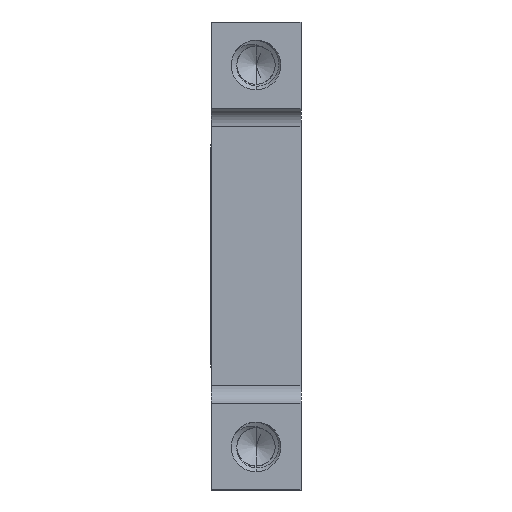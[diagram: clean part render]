
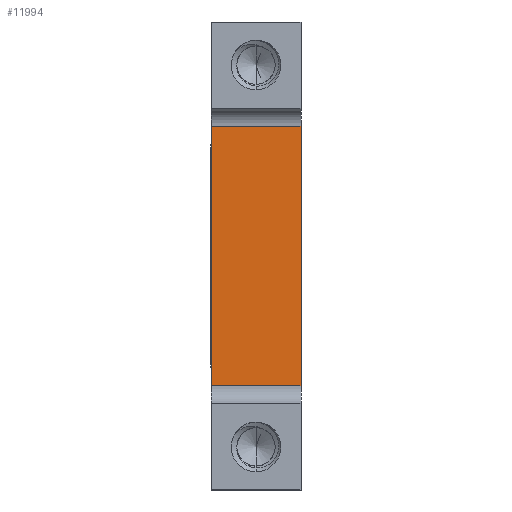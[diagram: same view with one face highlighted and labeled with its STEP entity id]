
A CAD part, left-side view. The second image highlights one B-rep face of the part: STEP entity #11994.
In plain terms, the highlighted planar face has unit normal (-1, 0, 0).
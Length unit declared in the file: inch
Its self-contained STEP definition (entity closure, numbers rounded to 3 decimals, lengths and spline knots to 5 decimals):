
#152 = LINE ( 'NONE', #12626, #2239 ) ;
#555 = VERTEX_POINT ( 'NONE', #1298 ) ;
#1072 = FACE_OUTER_BOUND ( 'NONE', #1567, .T. ) ;
#1298 = CARTESIAN_POINT ( 'NONE',  ( -0.5475, 0.25, -0.36 ) ) ;
#1486 = ORIENTED_EDGE ( 'NONE', *, *, #13088, .T. ) ;
#1567 = EDGE_LOOP ( 'NONE', ( #1486, #8297, #1716, #4734 ) ) ;
#1696 = CARTESIAN_POINT ( 'NONE',  ( -0.5475, 0., -0.36 ) ) ;
#1716 = ORIENTED_EDGE ( 'NONE', *, *, #3760, .F. ) ;
#1925 = CARTESIAN_POINT ( 'NONE',  ( -0.5475, 0.25, -0.41 ) ) ;
#2021 = PLANE ( 'NONE',  #14237 ) ;
#2082 = VECTOR ( 'NONE', #10028, 39.37008 ) ;
#2239 = VECTOR ( 'NONE', #13766, 39.37008 ) ;
#2680 = DIRECTION ( 'NONE',  ( 0., 0., 1. ) ) ;
#3158 = DIRECTION ( 'NONE',  ( 1., 0., 0. ) ) ;
#3206 = VERTEX_POINT ( 'NONE', #5701 ) ;
#3662 = LINE ( 'NONE', #1696, #7002 ) ;
#3690 = VECTOR ( 'NONE', #2680, 39.37008 ) ;
#3760 = EDGE_CURVE ( 'NONE', #555, #12660, #6321, .T. ) ;
#4633 = EDGE_CURVE ( 'NONE', #555, #5614, #3662, .T. ) ;
#4734 = ORIENTED_EDGE ( 'NONE', *, *, #4633, .T. ) ;
#5614 = VERTEX_POINT ( 'NONE', #6069 ) ;
#5701 = CARTESIAN_POINT ( 'NONE',  ( -0.5475, 0., 0.36 ) ) ;
#6069 = CARTESIAN_POINT ( 'NONE',  ( -0.5475, 0., -0.36 ) ) ;
#6155 = CARTESIAN_POINT ( 'NONE',  ( -0.5475, 0., -0.41 ) ) ;
#6321 = LINE ( 'NONE', #1925, #2082 ) ;
#7002 = VECTOR ( 'NONE', #9386, 39.37008 ) ;
#8297 = ORIENTED_EDGE ( 'NONE', *, *, #8753, .T. ) ;
#8753 = EDGE_CURVE ( 'NONE', #3206, #12660, #152, .T. ) ;
#9386 = DIRECTION ( 'NONE',  ( 0., -1., 0. ) ) ;
#9882 = DIRECTION ( 'NONE',  ( 0., 0., -1. ) ) ;
#10028 = DIRECTION ( 'NONE',  ( 0., 0., 1. ) ) ;
#11994 = ADVANCED_FACE ( 'NONE', ( #1072 ), #2021, .F. ) ;
#12626 = CARTESIAN_POINT ( 'NONE',  ( -0.5475, 0.25, 0.36 ) ) ;
#12660 = VERTEX_POINT ( 'NONE', #12799 ) ;
#12799 = CARTESIAN_POINT ( 'NONE',  ( -0.5475, 0.25, 0.36 ) ) ;
#13088 = EDGE_CURVE ( 'NONE', #5614, #3206, #13579, .T. ) ;
#13161 = CARTESIAN_POINT ( 'NONE',  ( -0.5475, 0.25, -0.41 ) ) ;
#13579 = LINE ( 'NONE', #6155, #3690 ) ;
#13766 = DIRECTION ( 'NONE',  ( 0., 1., 0. ) ) ;
#14237 = AXIS2_PLACEMENT_3D ( 'NONE', #13161, #3158, #9882 ) ;
